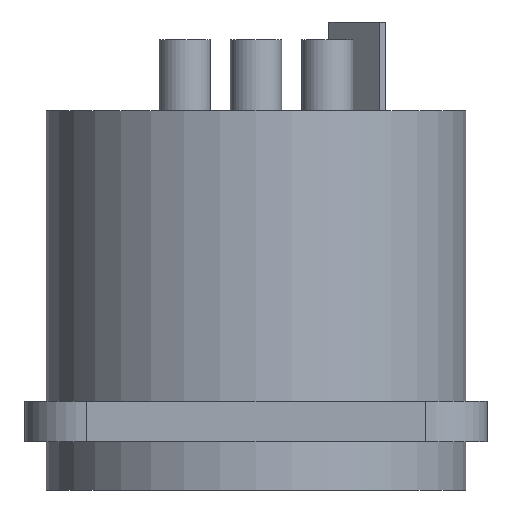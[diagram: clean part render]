
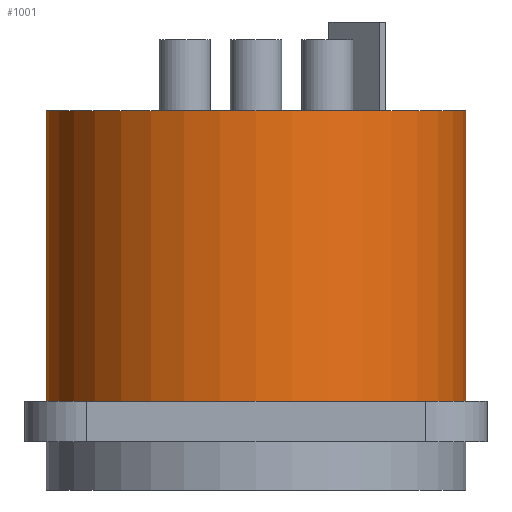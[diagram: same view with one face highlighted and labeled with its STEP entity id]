
A CAD part, front view. The second image highlights one B-rep face of the part: STEP entity #1001.
In plain terms, the highlighted cylindrical face has radius 11.8 mm (diameter 23.6 mm), a partial arc.
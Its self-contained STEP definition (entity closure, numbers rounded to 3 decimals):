
#137=CARTESIAN_POINT('',(0.,0.,2.3));
#138=DIRECTION('',(0.,0.,-1.));
#139=DIRECTION('',(1.,0.,0.));
#140=AXIS2_PLACEMENT_3D('',#137,#138,#139);
#186=DIRECTION('',(0.,0.,-1.));
#187=VECTOR('',#186,16.3);
#188=CARTESIAN_POINT('',(-11.8,0.,18.6));
#189=LINE('',#188,#187);
#194=DIRECTION('',(0.,0.,-1.));
#195=VECTOR('',#194,16.3);
#196=CARTESIAN_POINT('',(11.8,0.,18.6));
#197=LINE('',#196,#195);
#325=CARTESIAN_POINT('',(0.,0.,18.6));
#326=DIRECTION('',(0.,0.,-1.));
#327=DIRECTION('',(1.,0.,0.));
#328=AXIS2_PLACEMENT_3D('',#325,#326,#327);
#590=CARTESIAN_POINT('',(-11.8,0.,18.6));
#591=CARTESIAN_POINT('',(11.8,0.,18.6));
#592=VERTEX_POINT('',#590);
#593=VERTEX_POINT('',#591);
#602=CARTESIAN_POINT('',(-11.8,0.,2.3));
#603=VERTEX_POINT('',#602);
#604=CARTESIAN_POINT('',(11.8,0.,2.3));
#605=VERTEX_POINT('',#604);
#989=CARTESIAN_POINT('',(0.,0.,18.6));
#990=DIRECTION('',(0.,0.,-1.));
#991=DIRECTION('',(-1.,0.,0.));
#992=AXIS2_PLACEMENT_3D('',#989,#990,#991);
#993=CYLINDRICAL_SURFACE('',#992,11.8);
#994=ORIENTED_EDGE('',*,*,#966,.F.);
#996=ORIENTED_EDGE('',*,*,#995,.F.);
#997=ORIENTED_EDGE('',*,*,#969,.T.);
#998=ORIENTED_EDGE('',*,*,#811,.T.);
#999=EDGE_LOOP('',(#994,#996,#997,#998));
#1000=FACE_OUTER_BOUND('',#999,.F.);
#1001=ADVANCED_FACE('',(#1000),#993,.T.);
#141=CIRCLE('',#140,11.8);
#329=CIRCLE('',#328,11.8);
#811=EDGE_CURVE('',#605,#603,#141,.T.);
#966=EDGE_CURVE('',#592,#603,#189,.T.);
#969=EDGE_CURVE('',#593,#605,#197,.T.);
#995=EDGE_CURVE('',#593,#592,#329,.T.);
